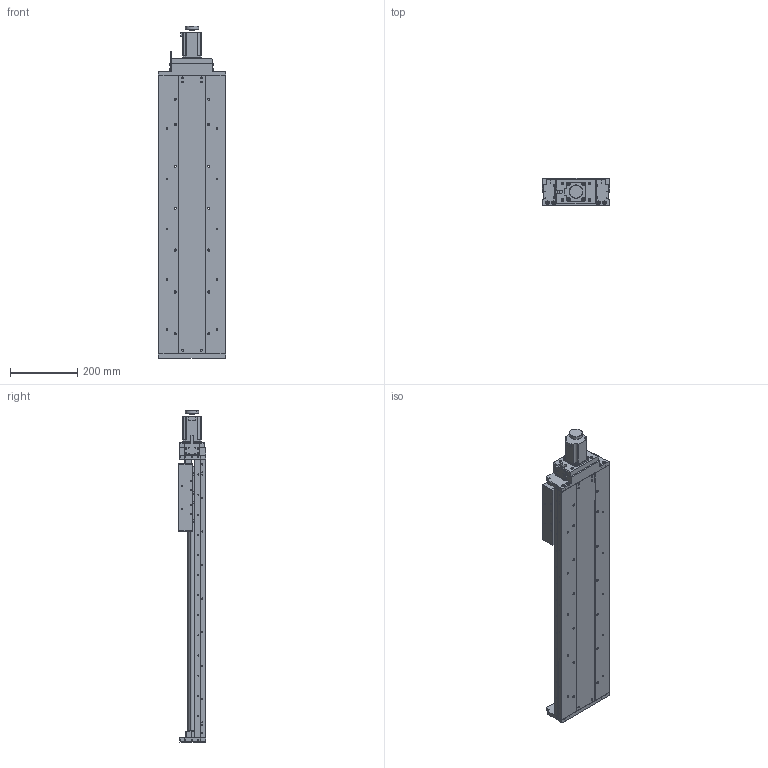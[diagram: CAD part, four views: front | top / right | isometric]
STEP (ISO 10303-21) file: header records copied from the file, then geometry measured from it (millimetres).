
FILE_DESCRIPTION (( 'STEP AP203' ), '1' );
FILE_NAME ('PA600(AP214).STEP', '2021-05-28T01:26:17', ( '' ), ( '' ), 'SwSTEP 2.0', 'SolidWorks 2017', '' );
FILE_SCHEMA (( 'CONFIG_CONTROL_DESIGN' ));
Length unit declared in the file: millimetre
Products named in the file (1): PA600(AP214)
Bounding box: 200 x 82 x 990.5 mm (x, y, z)
Surface area: 843468.7 mm2 (no closed solid volume)
Topology: 0 solids, 152 shells, 1332 faces, 4759 edges, 3487 vertices
Faces by surface type: cylinder 629, plane 561, torus 98, cone 28, sphere 16
Entity records: 53004 total; most frequent: CARTESIAN_POINT 11021, DIRECTION 9345, ORIENTED_EDGE 7161, EDGE_CURVE 4737, VERTEX_POINT 3487, AXIS2_PLACEMENT_3D 3335, VECTOR 2675, LINE 2675
